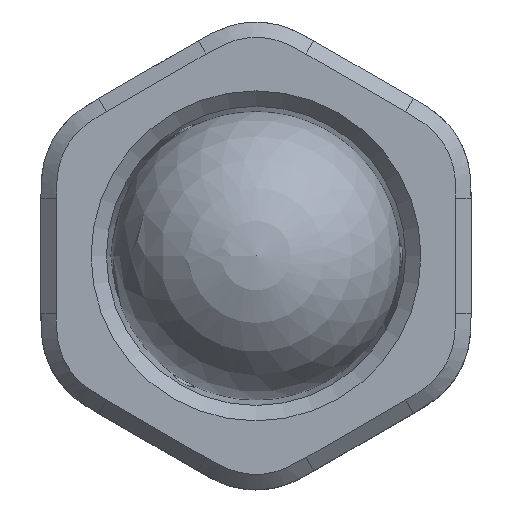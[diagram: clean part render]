
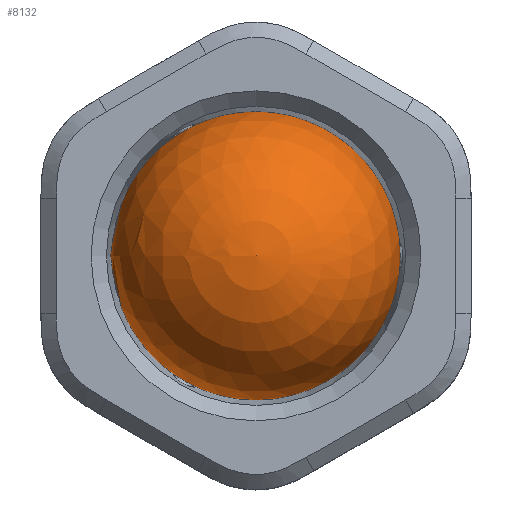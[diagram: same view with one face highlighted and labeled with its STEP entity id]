
A CAD part, top view. The second image highlights one B-rep face of the part: STEP entity #8132.
In plain terms, the highlighted spherical face has radius 18.9 mm.
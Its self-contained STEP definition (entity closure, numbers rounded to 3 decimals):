
#15=SPHERICAL_SURFACE('',#8832,18.9);
#660=CIRCLE('',#8833,18.9);
#1108=FACE_OUTER_BOUND('',#1610,.T.);
#1610=EDGE_LOOP('',(#7180,#7181));
#3901=VERTEX_POINT('',#16053);
#3902=VERTEX_POINT('',#16054);
#5012=EDGE_CURVE('',#3901,#3902,#660,.T.);
#7180=ORIENTED_EDGE('',*,*,#5012,.T.);
#7181=ORIENTED_EDGE('',*,*,#5012,.F.);
#8132=ADVANCED_FACE('',(#1108),#15,.T.);
#8832=AXIS2_PLACEMENT_3D('',#16052,#10829,#10830);
#8833=AXIS2_PLACEMENT_3D('',#16055,#10831,#10832);
#10829=DIRECTION('center_axis',(0.,0.,1.));
#10830=DIRECTION('ref_axis',(1.,0.,0.));
#10831=DIRECTION('center_axis',(0.,-1.,0.));
#10832=DIRECTION('ref_axis',(-1.,0.,0.));
#16052=CARTESIAN_POINT('Origin',(0.,0.,0.));
#16053=CARTESIAN_POINT('',(0.,0.,
18.9));
#16054=CARTESIAN_POINT('',(0.,0.,
-18.9));
#16055=CARTESIAN_POINT('Origin',(0.,0.,0.));
